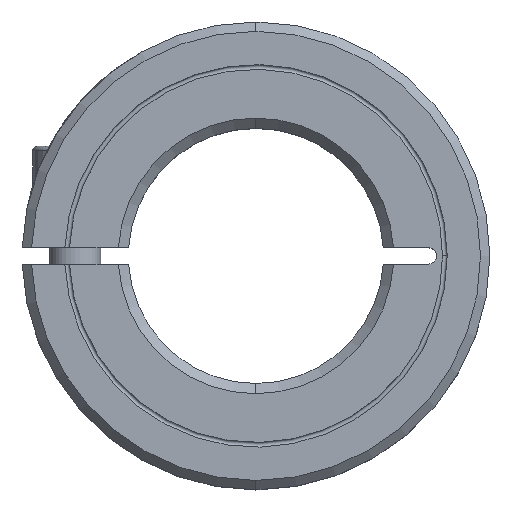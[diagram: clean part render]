
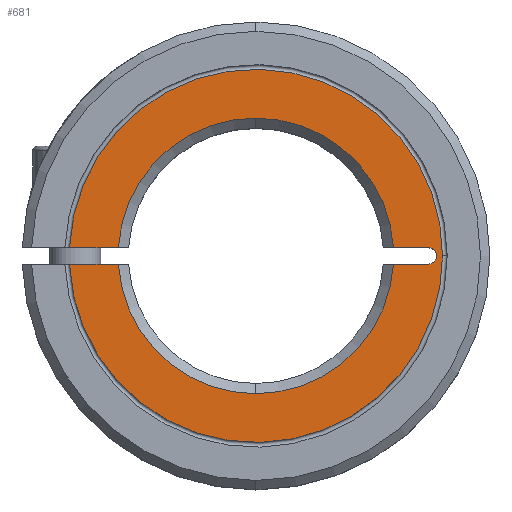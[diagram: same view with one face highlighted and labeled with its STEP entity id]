
A CAD part, top view. The second image highlights one B-rep face of the part: STEP entity #681.
In plain terms, the highlighted planar face has unit normal (0, 0, 1).
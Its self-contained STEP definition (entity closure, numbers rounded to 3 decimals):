
#409=VERTEX_POINT('',#1141);
#425=VERTEX_POINT('',#1158);
#429=EDGE_CURVE('',#781,#425,#1162,.T.);
#443=VERTEX_POINT('',#1178);
#573=VERTEX_POINT('',#1325);
#607=VERTEX_POINT('',#1366);
#633=EDGE_CURVE('',#607,#695,#1393,.T.);
#641=EDGE_CURVE('',#1033,#607,#1401,.T.);
#681=ADVANCED_FACE('',(#1444),#1445,.T.);
#683=EDGE_CURVE('',#573,#781,#1447,.T.);
#695=VERTEX_POINT('',#1460);
#759=EDGE_CURVE('',#869,#443,#1535,.T.);
#777=EDGE_CURVE('',#409,#851,#1556,.T.);
#781=VERTEX_POINT('',#1560);
#827=EDGE_CURVE('',#425,#869,#1610,.T.);
#851=VERTEX_POINT('',#1637);
#869=VERTEX_POINT('',#1657);
#879=VERTEX_POINT('',#1668);
#893=EDGE_CURVE('',#897,#879,#1683,.T.);
#897=VERTEX_POINT('',#1688);
#951=EDGE_CURVE('',#879,#409,#1747,.T.);
#981=EDGE_CURVE('',#695,#573,#1781,.T.);
#1023=EDGE_CURVE('',#851,#1033,#1828,.T.);
#1033=VERTEX_POINT('',#1838);
#1043=EDGE_CURVE('',#443,#897,#1849,.T.);
#1141=CARTESIAN_POINT('',(-16.171,0.963,15.0));
#1158=CARTESIAN_POINT('',(0.,-16.2,15.0));
#1162=CIRCLE('',#2032,16.2);
#1178=CARTESIAN_POINT('',(-21.916,-0.963,15.0));
#1325=CARTESIAN_POINT('',(20.288,-0.963,15.0));
#1366=CARTESIAN_POINT('',(20.288,0.963,15.0));
#1393=CIRCLE('',#2385,0.963);
#1401=LINE('',#2396,#2397);
#1444=FACE_OUTER_BOUND('',#2456,.T.);
#1445=PLANE('',#2457);
#1447=LINE('',#2460,#2461);
#1460=CARTESIAN_POINT('',(21.25,0.,15.0));
#1535=LINE('',#2591,#2592);
#1556=CIRCLE('',#2616,16.2);
#1560=CARTESIAN_POINT('',(16.171,-0.963,15.0));
#1610=CIRCLE('',#2731,16.2);
#1637=CARTESIAN_POINT('',(0.,16.2,15.0));
#1657=CARTESIAN_POINT('',(-16.171,-0.963,15.0));
#1668=CARTESIAN_POINT('',(-21.916,0.963,15.0));
#1683=CIRCLE('',#2864,21.938);
#1688=CARTESIAN_POINT('',(21.938,0.,15.0));
#1747=LINE('',#2953,#2954);
#1781=CIRCLE('',#3000,0.963);
#1828=CIRCLE('',#3057,16.2);
#1838=CARTESIAN_POINT('',(16.171,0.963,15.0));
#1849=CIRCLE('',#3125,21.938);
#2032=AXIS2_PLACEMENT_3D('',#3270,#3271,#3272);
#2385=AXIS2_PLACEMENT_3D('',#3570,#3571,#3572);
#2396=CARTESIAN_POINT('',(-2.053,0.962,15.0));
#2397=VECTOR('',#3579,1.0);
#2456=EDGE_LOOP('',(#3633,#3634,#3635,#3636,#3637,#3638,#3639,#3640,#3641,#3642,#3643,#3644));
#2457=AXIS2_PLACEMENT_3D('',#3645,#3646,#3647);
#2460=CARTESIAN_POINT('',(-2.053,-0.962,15.0));
#2461=VECTOR('',#3648,1.0);
#2591=CARTESIAN_POINT('',(-2.053,-0.962,15.0));
#2592=VECTOR('',#3765,1.0);
#2616=AXIS2_PLACEMENT_3D('',#3789,#3790,#3791);
#2731=AXIS2_PLACEMENT_3D('',#3834,#3835,#3836);
#2864=AXIS2_PLACEMENT_3D('',#3917,#3918,#3919);
#2953=CARTESIAN_POINT('',(-2.053,0.962,15.0));
#2954=VECTOR('',#3994,1.0);
#3000=AXIS2_PLACEMENT_3D('',#4042,#4043,#4044);
#3057=AXIS2_PLACEMENT_3D('',#4109,#4110,#4111);
#3125=AXIS2_PLACEMENT_3D('',#4124,#4125,#4126);
#3270=CARTESIAN_POINT('',(0.,0.0,15.0));
#3271=DIRECTION('',(0.,0.0,-1.0));
#3272=DIRECTION('',(0.0,1.0,0.0));
#3570=CARTESIAN_POINT('',(20.288,0.0,15.0));
#3571=DIRECTION('',(0.,0.,-1.0));
#3572=DIRECTION('',(1.0,0.,0.));
#3579=DIRECTION('',(1.0,0.0,0.));
#3633=ORIENTED_EDGE('',*,*,#683,.T.);
#3634=ORIENTED_EDGE('',*,*,#429,.T.);
#3635=ORIENTED_EDGE('',*,*,#827,.T.);
#3636=ORIENTED_EDGE('',*,*,#759,.T.);
#3637=ORIENTED_EDGE('',*,*,#1043,.T.);
#3638=ORIENTED_EDGE('',*,*,#893,.T.);
#3639=ORIENTED_EDGE('',*,*,#951,.T.);
#3640=ORIENTED_EDGE('',*,*,#777,.T.);
#3641=ORIENTED_EDGE('',*,*,#1023,.T.);
#3642=ORIENTED_EDGE('',*,*,#641,.T.);
#3643=ORIENTED_EDGE('',*,*,#633,.T.);
#3644=ORIENTED_EDGE('',*,*,#981,.T.);
#3645=CARTESIAN_POINT('',(0.,21.3,15.0));
#3646=DIRECTION('',(0.,0.,1.0));
#3647=DIRECTION('',(0.,-1.0,0.));
#3648=DIRECTION('',(-1.0,0.0,0.));
#3765=DIRECTION('',(-1.0,0.0,0.));
#3789=CARTESIAN_POINT('',(0.,0.0,15.0));
#3790=DIRECTION('',(0.,0.0,-1.0));
#3791=DIRECTION('',(0.0,1.0,0.0));
#3834=CARTESIAN_POINT('',(0.,0.0,15.0));
#3835=DIRECTION('',(0.,0.0,-1.0));
#3836=DIRECTION('',(0.0,1.0,0.0));
#3917=CARTESIAN_POINT('',(0.,0.,15.0));
#3918=DIRECTION('',(0.,0.,1.0));
#3919=DIRECTION('',(1.0,0.,0.));
#3994=DIRECTION('',(1.0,0.0,0.));
#4042=CARTESIAN_POINT('',(20.288,0.0,15.0));
#4043=DIRECTION('',(0.,0.,-1.0));
#4044=DIRECTION('',(1.0,0.,0.));
#4109=CARTESIAN_POINT('',(0.,0.0,15.0));
#4110=DIRECTION('',(0.,0.0,-1.0));
#4111=DIRECTION('',(0.0,1.0,0.0));
#4124=CARTESIAN_POINT('',(0.,0.,15.0));
#4125=DIRECTION('',(0.,0.,1.0));
#4126=DIRECTION('',(1.0,0.,0.));
